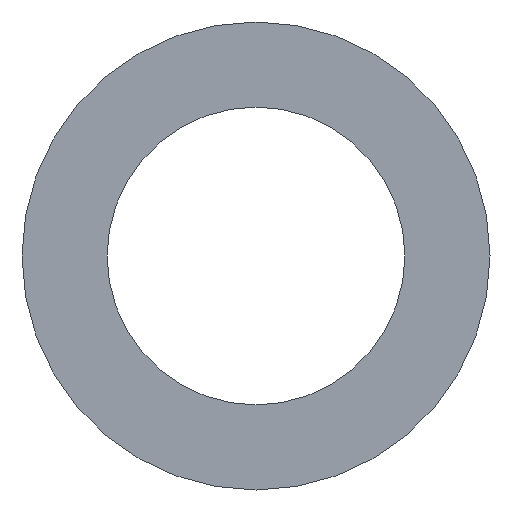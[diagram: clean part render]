
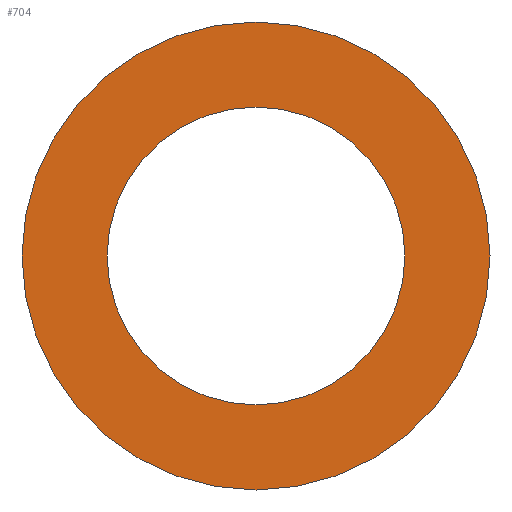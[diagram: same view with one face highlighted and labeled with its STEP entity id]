
A CAD part, front view. The second image highlights one B-rep face of the part: STEP entity #704.
In plain terms, the highlighted planar face has unit normal (0, -1, 0).
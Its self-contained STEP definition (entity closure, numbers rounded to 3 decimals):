
#31 = DIRECTION ( 'NONE',  ( 0., 1., 0. ) ) ;
#85 = EDGE_CURVE ( 'NONE', #599, #377, #869, .T. ) ;
#123 = CIRCLE ( 'NONE', #568, 28. ) ;
#128 = VERTEX_POINT ( 'NONE', #610 ) ;
#217 = DIRECTION ( 'NONE',  ( 0., 0., 1. ) ) ;
#241 = DIRECTION ( 'NONE',  ( 0., 0., 1. ) ) ;
#319 = CARTESIAN_POINT ( 'NONE',  ( 0., 0., 28. ) ) ;
#342 = DIRECTION ( 'NONE',  ( 0., 1., 0. ) ) ;
#377 = VERTEX_POINT ( 'NONE', #633 ) ;
#402 = AXIS2_PLACEMENT_3D ( 'NONE', #832, #1299, #241 ) ;
#423 = CARTESIAN_POINT ( 'NONE',  ( 0., 0., 0. ) ) ;
#435 = AXIS2_PLACEMENT_3D ( 'NONE', #423, #1090, #1003 ) ;
#521 = AXIS2_PLACEMENT_3D ( 'NONE', #1047, #1064, #1166 ) ;
#568 = AXIS2_PLACEMENT_3D ( 'NONE', #1302, #31, #217 ) ;
#599 = VERTEX_POINT ( 'NONE', #1361 ) ;
#610 = CARTESIAN_POINT ( 'NONE',  ( 0., 0., -28. ) ) ;
#633 = CARTESIAN_POINT ( 'NONE',  ( 0., 0., -44. ) ) ;
#638 = VERTEX_POINT ( 'NONE', #319 ) ;
#656 = ORIENTED_EDGE ( 'NONE', *, *, #1331, .F. ) ;
#704 = ADVANCED_FACE ( 'NONE', ( #819, #709 ), #1265, .F. ) ;
#709 = FACE_OUTER_BOUND ( 'NONE', #830, .T. ) ;
#714 = EDGE_CURVE ( 'NONE', #638, #128, #123, .T. ) ;
#817 = EDGE_CURVE ( 'NONE', #128, #638, #1233, .T. ) ;
#819 = FACE_BOUND ( 'NONE', #942, .T. ) ;
#830 = EDGE_LOOP ( 'NONE', ( #656, #967 ) ) ;
#832 = CARTESIAN_POINT ( 'NONE',  ( 0., 0., 0. ) ) ;
#869 = CIRCLE ( 'NONE', #402, 44. ) ;
#874 = AXIS2_PLACEMENT_3D ( 'NONE', #1055, #342, #1519 ) ;
#898 = ORIENTED_EDGE ( 'NONE', *, *, #817, .T. ) ;
#904 = CIRCLE ( 'NONE', #435, 44. ) ;
#937 = ORIENTED_EDGE ( 'NONE', *, *, #714, .T. ) ;
#942 = EDGE_LOOP ( 'NONE', ( #937, #898 ) ) ;
#967 = ORIENTED_EDGE ( 'NONE', *, *, #85, .F. ) ;
#1003 = DIRECTION ( 'NONE',  ( 0., 0., 1. ) ) ;
#1047 = CARTESIAN_POINT ( 'NONE',  ( 0., 0., 0. ) ) ;
#1055 = CARTESIAN_POINT ( 'NONE',  ( 0., 0., 0. ) ) ;
#1064 = DIRECTION ( 'NONE',  ( 0., 1., 0. ) ) ;
#1090 = DIRECTION ( 'NONE',  ( 0., 1., 0. ) ) ;
#1166 = DIRECTION ( 'NONE',  ( 0., 0., 1. ) ) ;
#1233 = CIRCLE ( 'NONE', #874, 28. ) ;
#1265 = PLANE ( 'NONE',  #521 ) ;
#1299 = DIRECTION ( 'NONE',  ( 0., 1., 0. ) ) ;
#1302 = CARTESIAN_POINT ( 'NONE',  ( 0., 0., 0. ) ) ;
#1331 = EDGE_CURVE ( 'NONE', #377, #599, #904, .T. ) ;
#1361 = CARTESIAN_POINT ( 'NONE',  ( 0., 0., 44. ) ) ;
#1519 = DIRECTION ( 'NONE',  ( 0., 0., 1. ) ) ;
